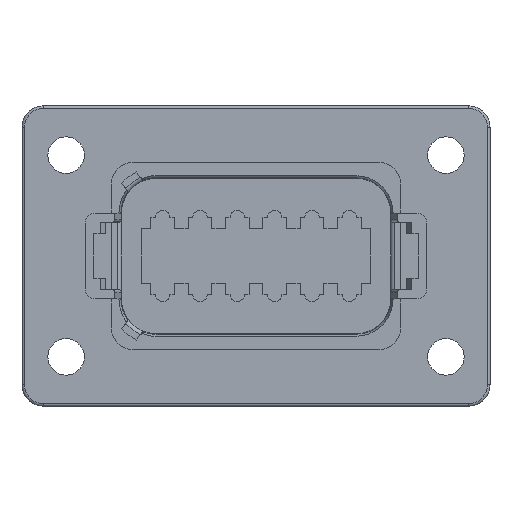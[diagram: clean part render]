
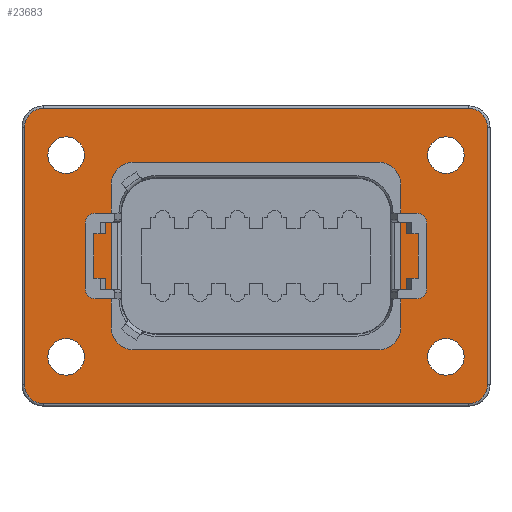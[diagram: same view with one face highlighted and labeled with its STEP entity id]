
A CAD part, front view. The second image highlights one B-rep face of the part: STEP entity #23683.
In plain terms, the highlighted planar face has unit normal (0, -1, 0).
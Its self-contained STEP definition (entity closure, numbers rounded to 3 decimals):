
#1580=DIRECTION('',(0.,0.,1.));
#1581=VECTOR('',#1580,17.);
#1582=CARTESIAN_POINT('',(-17.125,24.7,-8.5));
#1583=LINE('',#1582,#1581);
#1620=CARTESIAN_POINT('',(22.48,24.7,-11.94));
#1621=DIRECTION('',(0.,1.,0.));
#1622=DIRECTION('',(0.,0.,1.));
#1623=AXIS2_PLACEMENT_3D('',#1620,#1621,#1622);
#1625=CARTESIAN_POINT('',(22.48,24.7,-11.94));
#1626=DIRECTION('',(0.,1.,0.));
#1627=DIRECTION('',(0.,0.,-1.));
#1628=AXIS2_PLACEMENT_3D('',#1625,#1626,#1627);
#1630=CARTESIAN_POINT('',(22.48,24.7,11.94));
#1631=DIRECTION('',(0.,1.,0.));
#1632=DIRECTION('',(0.,0.,1.));
#1633=AXIS2_PLACEMENT_3D('',#1630,#1631,#1632);
#1635=CARTESIAN_POINT('',(22.48,24.7,11.94));
#1636=DIRECTION('',(0.,1.,0.));
#1637=DIRECTION('',(0.,0.,-1.));
#1638=AXIS2_PLACEMENT_3D('',#1635,#1636,#1637);
#1640=CARTESIAN_POINT('',(-22.48,24.7,-11.94));
#1641=DIRECTION('',(0.,1.,0.));
#1642=DIRECTION('',(0.,0.,1.));
#1643=AXIS2_PLACEMENT_3D('',#1640,#1641,#1642);
#1645=CARTESIAN_POINT('',(-22.48,24.7,-11.94));
#1646=DIRECTION('',(0.,1.,0.));
#1647=DIRECTION('',(0.,0.,-1.));
#1648=AXIS2_PLACEMENT_3D('',#1645,#1646,#1647);
#1650=CARTESIAN_POINT('',(-22.48,24.7,11.94));
#1651=DIRECTION('',(0.,1.,0.));
#1652=DIRECTION('',(0.,0.,1.));
#1653=AXIS2_PLACEMENT_3D('',#1650,#1651,#1652);
#1655=CARTESIAN_POINT('',(-22.48,24.7,11.94));
#1656=DIRECTION('',(0.,1.,0.));
#1657=DIRECTION('',(0.,0.,-1.));
#1658=AXIS2_PLACEMENT_3D('',#1655,#1656,#1657);
#1660=CARTESIAN_POINT('',(-25.16,24.7,-15.24));
#1661=DIRECTION('',(0.,-1.,0.));
#1662=DIRECTION('',(-1.,0.,0.));
#1663=AXIS2_PLACEMENT_3D('',#1660,#1661,#1662);
#1665=DIRECTION('',(0.,0.,-1.));
#1666=VECTOR('',#1665,30.48);
#1667=CARTESIAN_POINT('',(-27.4,24.7,15.24));
#1668=LINE('',#1667,#1666);
#1669=CARTESIAN_POINT('',(-25.16,24.7,15.24));
#1670=DIRECTION('',(0.,-1.,0.));
#1671=DIRECTION('',(0.,0.,1.));
#1672=AXIS2_PLACEMENT_3D('',#1669,#1670,#1671);
#1674=DIRECTION('',(-1.,0.,0.));
#1675=VECTOR('',#1674,50.32);
#1676=CARTESIAN_POINT('',(25.16,24.7,17.48));
#1677=LINE('',#1676,#1675);
#1678=CARTESIAN_POINT('',(25.16,24.7,15.24));
#1679=DIRECTION('',(0.,-1.,0.));
#1680=DIRECTION('',(1.,0.,0.));
#1681=AXIS2_PLACEMENT_3D('',#1678,#1679,#1680);
#1683=DIRECTION('',(0.,0.,1.));
#1684=VECTOR('',#1683,30.48);
#1685=CARTESIAN_POINT('',(27.4,24.7,-15.24));
#1686=LINE('',#1685,#1684);
#1687=CARTESIAN_POINT('',(25.16,24.7,-15.24));
#1688=DIRECTION('',(0.,-1.,0.));
#1689=DIRECTION('',(0.,0.,-1.));
#1690=AXIS2_PLACEMENT_3D('',#1687,#1688,#1689);
#1692=DIRECTION('',(1.,0.,0.));
#1693=VECTOR('',#1692,50.32);
#1694=CARTESIAN_POINT('',(-25.16,24.7,-17.48));
#1695=LINE('',#1694,#1693);
#1912=DIRECTION('',(-1.,0.,0.));
#1913=VECTOR('',#1912,29.05);
#1914=CARTESIAN_POINT('',(14.525,24.7,-11.1));
#1915=LINE('',#1914,#1913);
#1972=CARTESIAN_POINT('',(-14.525,24.7,-8.5));
#1973=DIRECTION('',(0.,-1.,0.));
#1974=DIRECTION('',(-1.,0.,0.));
#1975=AXIS2_PLACEMENT_3D('',#1972,#1973,#1974);
#1982=CARTESIAN_POINT('',(14.525,24.7,-8.5));
#1983=DIRECTION('',(0.,-1.,0.));
#1984=DIRECTION('',(0.,0.,-1.));
#1985=AXIS2_PLACEMENT_3D('',#1982,#1983,#1984);
#1992=DIRECTION('',(0.,0.,-1.));
#1993=VECTOR('',#1992,17.);
#1994=CARTESIAN_POINT('',(17.125,24.7,8.5));
#1995=LINE('',#1994,#1993);
#2799=CARTESIAN_POINT('',(14.525,24.7,8.5));
#2800=DIRECTION('',(0.,-1.,0.));
#2801=DIRECTION('',(1.,0.,0.));
#2802=AXIS2_PLACEMENT_3D('',#2799,#2800,#2801);
#2809=DIRECTION('',(1.,0.,0.));
#2810=VECTOR('',#2809,29.05);
#2811=CARTESIAN_POINT('',(-14.525,24.7,11.1));
#2812=LINE('',#2811,#2810);
#2825=CARTESIAN_POINT('',(-14.525,24.7,8.5));
#2826=DIRECTION('',(0.,-1.,0.));
#2827=DIRECTION('',(0.,0.,1.));
#2828=AXIS2_PLACEMENT_3D('',#2825,#2826,#2827);
#20166=CARTESIAN_POINT('',(22.48,24.7,-9.78));
#20167=CARTESIAN_POINT('',(22.48,24.7,-14.1));
#20168=VERTEX_POINT('',#20166);
#20169=VERTEX_POINT('',#20167);
#20170=CARTESIAN_POINT('',(22.48,24.7,14.1));
#20171=CARTESIAN_POINT('',(22.48,24.7,9.78));
#20172=VERTEX_POINT('',#20170);
#20173=VERTEX_POINT('',#20171);
#20174=CARTESIAN_POINT('',(-22.48,24.7,-9.78));
#20175=CARTESIAN_POINT('',(-22.48,24.7,-14.1));
#20176=VERTEX_POINT('',#20174);
#20177=VERTEX_POINT('',#20175);
#20178=CARTESIAN_POINT('',(-22.48,24.7,14.1));
#20179=CARTESIAN_POINT('',(-22.48,24.7,9.78));
#20180=VERTEX_POINT('',#20178);
#20181=VERTEX_POINT('',#20179);
#20198=CARTESIAN_POINT('',(-27.4,24.7,-15.24));
#20199=CARTESIAN_POINT('',(-25.16,24.7,-17.48));
#20200=VERTEX_POINT('',#20198);
#20201=VERTEX_POINT('',#20199);
#20206=CARTESIAN_POINT('',(25.16,24.7,-17.48));
#20207=VERTEX_POINT('',#20206);
#20210=CARTESIAN_POINT('',(27.4,24.7,-15.24));
#20211=VERTEX_POINT('',#20210);
#20214=CARTESIAN_POINT('',(27.4,24.7,15.24));
#20215=VERTEX_POINT('',#20214);
#20218=CARTESIAN_POINT('',(25.16,24.7,17.48));
#20219=VERTEX_POINT('',#20218);
#20222=CARTESIAN_POINT('',(-25.16,24.7,17.48));
#20223=VERTEX_POINT('',#20222);
#20226=CARTESIAN_POINT('',(-27.4,24.7,15.24));
#20227=VERTEX_POINT('',#20226);
#20230=CARTESIAN_POINT('',(-17.125,24.7,-8.5));
#20231=CARTESIAN_POINT('',(-17.125,24.7,8.5));
#20232=VERTEX_POINT('',#20230);
#20233=VERTEX_POINT('',#20231);
#20234=CARTESIAN_POINT('',(-14.525,24.7,11.1));
#20235=CARTESIAN_POINT('',(14.525,24.7,11.1));
#20236=VERTEX_POINT('',#20234);
#20237=VERTEX_POINT('',#20235);
#20238=CARTESIAN_POINT('',(17.125,24.7,8.5));
#20239=CARTESIAN_POINT('',(17.125,24.7,-8.5));
#20240=VERTEX_POINT('',#20238);
#20241=VERTEX_POINT('',#20239);
#20242=CARTESIAN_POINT('',(14.525,24.7,-11.1));
#20243=CARTESIAN_POINT('',(-14.525,24.7,-11.1));
#20244=VERTEX_POINT('',#20242);
#20245=VERTEX_POINT('',#20243);
#23619=CARTESIAN_POINT('',(0.,24.7,0.));
#23620=DIRECTION('',(0.,1.,0.));
#23621=DIRECTION('',(1.,0.,0.));
#23622=AXIS2_PLACEMENT_3D('',#23619,#23620,#23621);
#23623=PLANE('',#23622);
#23625=ORIENTED_EDGE('',*,*,#23624,.F.);
#23627=ORIENTED_EDGE('',*,*,#23626,.F.);
#23629=ORIENTED_EDGE('',*,*,#23628,.F.);
#23631=ORIENTED_EDGE('',*,*,#23630,.F.);
#23633=ORIENTED_EDGE('',*,*,#23632,.F.);
#23635=ORIENTED_EDGE('',*,*,#23634,.F.);
#23637=ORIENTED_EDGE('',*,*,#23636,.F.);
#23639=ORIENTED_EDGE('',*,*,#23638,.F.);
#23640=EDGE_LOOP('',(#23625,#23627,#23629,#23631,#23633,#23635,#23637,#23639));
#23641=FACE_OUTER_BOUND('',#23640,.F.);
#23643=ORIENTED_EDGE('',*,*,#23642,.F.);
#23645=ORIENTED_EDGE('',*,*,#23644,.F.);
#23646=EDGE_LOOP('',(#23643,#23645));
#23647=FACE_BOUND('',#23646,.F.);
#23649=ORIENTED_EDGE('',*,*,#23648,.F.);
#23651=ORIENTED_EDGE('',*,*,#23650,.F.);
#23652=EDGE_LOOP('',(#23649,#23651));
#23653=FACE_BOUND('',#23652,.F.);
#23655=ORIENTED_EDGE('',*,*,#23654,.F.);
#23657=ORIENTED_EDGE('',*,*,#23656,.F.);
#23658=EDGE_LOOP('',(#23655,#23657));
#23659=FACE_BOUND('',#23658,.F.);
#23661=ORIENTED_EDGE('',*,*,#23660,.F.);
#23663=ORIENTED_EDGE('',*,*,#23662,.F.);
#23664=EDGE_LOOP('',(#23661,#23663));
#23665=FACE_BOUND('',#23664,.F.);
#23666=ORIENTED_EDGE('',*,*,#23592,.F.);
#23668=ORIENTED_EDGE('',*,*,#23667,.T.);
#23670=ORIENTED_EDGE('',*,*,#23669,.F.);
#23672=ORIENTED_EDGE('',*,*,#23671,.T.);
#23674=ORIENTED_EDGE('',*,*,#23673,.F.);
#23676=ORIENTED_EDGE('',*,*,#23675,.T.);
#23678=ORIENTED_EDGE('',*,*,#23677,.F.);
#23680=ORIENTED_EDGE('',*,*,#23679,.T.);
#23681=EDGE_LOOP('',(#23666,#23668,#23670,#23672,#23674,#23676,#23678,#23680));
#23682=FACE_BOUND('',#23681,.F.);
#23683=ADVANCED_FACE('',(#23641,#23647,#23653,#23659,#23665,#23682),#23623,.F.);
#1624=CIRCLE('',#1623,2.16);
#1629=CIRCLE('',#1628,2.16);
#1634=CIRCLE('',#1633,2.16);
#1639=CIRCLE('',#1638,2.16);
#1644=CIRCLE('',#1643,2.16);
#1649=CIRCLE('',#1648,2.16);
#1654=CIRCLE('',#1653,2.16);
#1659=CIRCLE('',#1658,2.16);
#1664=CIRCLE('',#1663,2.24);
#1673=CIRCLE('',#1672,2.24);
#1682=CIRCLE('',#1681,2.24);
#1691=CIRCLE('',#1690,2.24);
#1976=CIRCLE('',#1975,2.6);
#1986=CIRCLE('',#1985,2.6);
#2803=CIRCLE('',#2802,2.6);
#2829=CIRCLE('',#2828,2.6);
#23592=EDGE_CURVE('',#20232,#20233,#1583,.T.);
#23624=EDGE_CURVE('',#20200,#20201,#1664,.T.);
#23626=EDGE_CURVE('',#20227,#20200,#1668,.T.);
#23628=EDGE_CURVE('',#20223,#20227,#1673,.T.);
#23630=EDGE_CURVE('',#20219,#20223,#1677,.T.);
#23632=EDGE_CURVE('',#20215,#20219,#1682,.T.);
#23634=EDGE_CURVE('',#20211,#20215,#1686,.T.);
#23636=EDGE_CURVE('',#20207,#20211,#1691,.T.);
#23638=EDGE_CURVE('',#20201,#20207,#1695,.T.);
#23642=EDGE_CURVE('',#20172,#20173,#1634,.T.);
#23644=EDGE_CURVE('',#20173,#20172,#1639,.T.);
#23648=EDGE_CURVE('',#20176,#20177,#1644,.T.);
#23650=EDGE_CURVE('',#20177,#20176,#1649,.T.);
#23654=EDGE_CURVE('',#20180,#20181,#1654,.T.);
#23656=EDGE_CURVE('',#20181,#20180,#1659,.T.);
#23660=EDGE_CURVE('',#20168,#20169,#1624,.T.);
#23662=EDGE_CURVE('',#20169,#20168,#1629,.T.);
#23667=EDGE_CURVE('',#20232,#20245,#1976,.T.);
#23669=EDGE_CURVE('',#20244,#20245,#1915,.T.);
#23671=EDGE_CURVE('',#20244,#20241,#1986,.T.);
#23673=EDGE_CURVE('',#20240,#20241,#1995,.T.);
#23675=EDGE_CURVE('',#20240,#20237,#2803,.T.);
#23677=EDGE_CURVE('',#20236,#20237,#2812,.T.);
#23679=EDGE_CURVE('',#20236,#20233,#2829,.T.);
